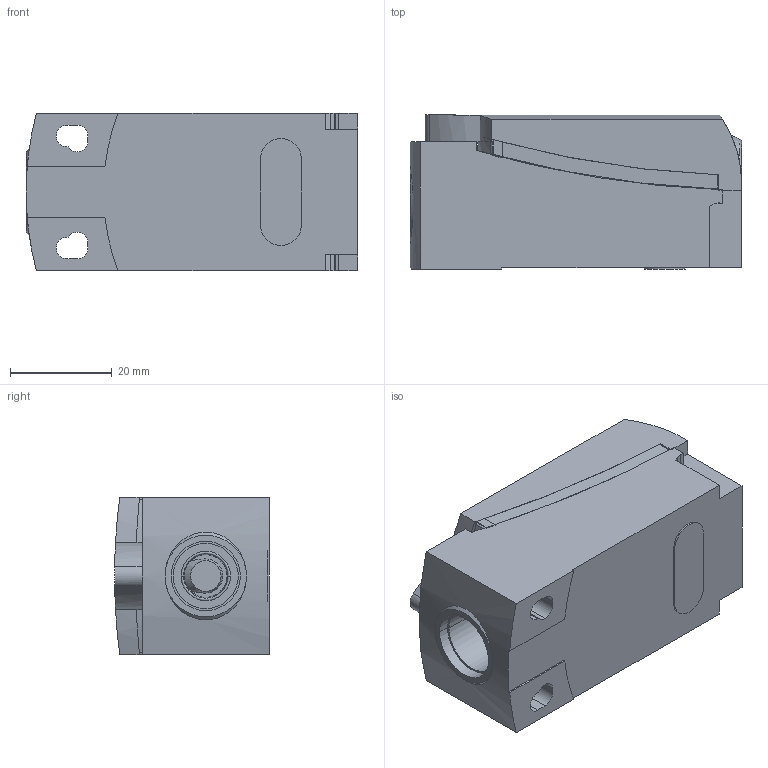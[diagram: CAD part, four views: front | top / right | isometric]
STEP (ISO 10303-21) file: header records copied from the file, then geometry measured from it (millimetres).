
FILE_DESCRIPTION(('STEP AP242'),'1');
FILE_NAME('switch_zcd28.stp','2020-10-07T21:04:53',('TraceParts'),('TraceParts S.A.'),'Spatial InterOp 3D',' ',' ');
FILE_SCHEMA(('AP242_MANAGED_MODEL_BASED_3D_ENGINEERING_MIM_LF {1 0 10303 442 1 1 4}'));
Length unit declared in the file: millimetre
Products named in the file (1): switch_zcd28_1
Bounding box: 65.1 x 30.4 x 31 mm (x, y, z)
Volume: 21884.4 mm3; surface area: 27074.1 mm2
Topology: 7 solids, 7 shells, 511 faces, 1324 edges, 837 vertices
Faces by surface type: plane 276, cylinder 116, cone 39, torus 38, bspline 26, extrusion 12, sphere 4
Entity records: 17531 total; most frequent: CARTESIAN_POINT 5314, ORIENTED_EDGE 2646, DIRECTION 2392, EDGE_CURVE 1323, VERTEX_POINT 837, AXIS2_PLACEMENT_3D 827, VECTOR 738, LINE 727
